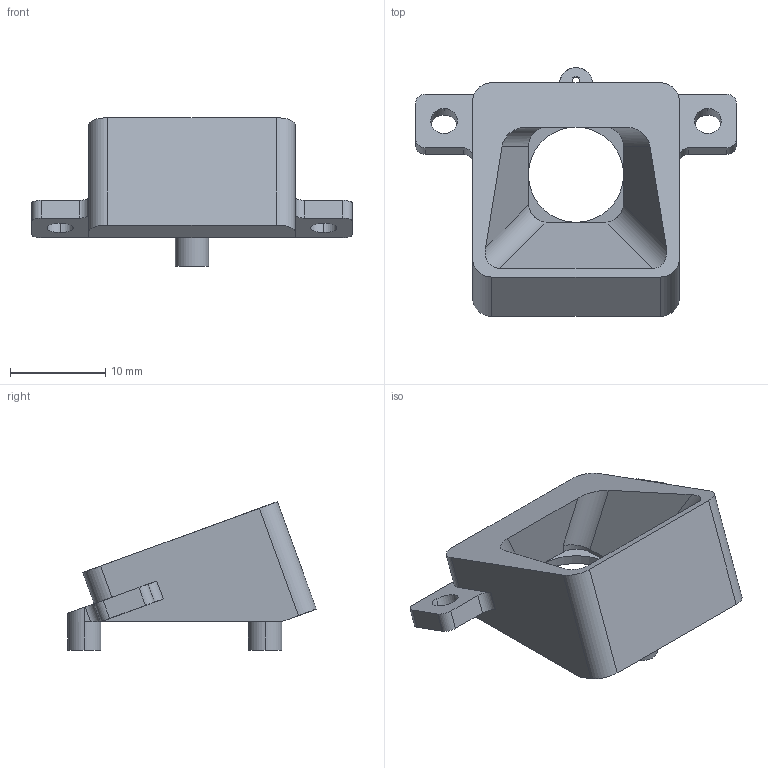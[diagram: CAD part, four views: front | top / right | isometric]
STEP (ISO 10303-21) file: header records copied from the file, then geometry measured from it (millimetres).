
FILE_DESCRIPTION (( 'STEP AP214' ), '1' );
FILE_NAME ('led hoder.STEP', '2018-07-09T07:17:45', ( '' ), ( '' ), 'SwSTEP 2.0', 'SolidWorks 2018', '' );
FILE_SCHEMA (( 'AUTOMOTIVE_DESIGN' ));
Length unit declared in the file: millimetre
Products named in the file (1): led hoder
Bounding box: 33.7 x 26.13 x 15.6 mm (x, y, z)
Volume: 3132.1 mm3; surface area: 2194.2 mm2
Topology: 1 solids, 1 shells, 69 faces, 184 edges, 116 vertices
Faces by surface type: cylinder 34, plane 31, cone 4
Entity records: 2221 total; most frequent: CARTESIAN_POINT 422, ORIENTED_EDGE 364, DIRECTION 361, EDGE_CURVE 182, AXIS2_PLACEMENT_3D 126, VERTEX_POINT 116, VECTOR 109, LINE 109
